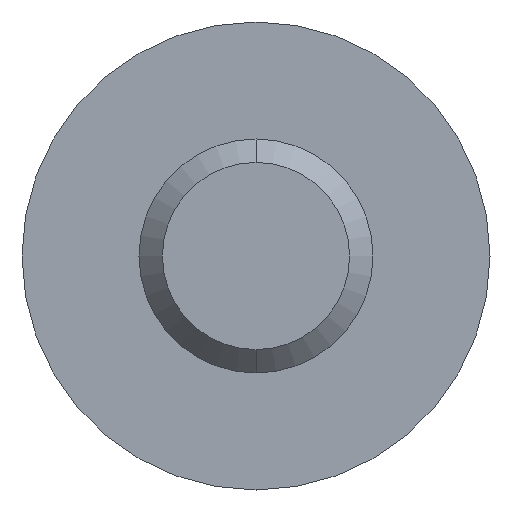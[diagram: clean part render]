
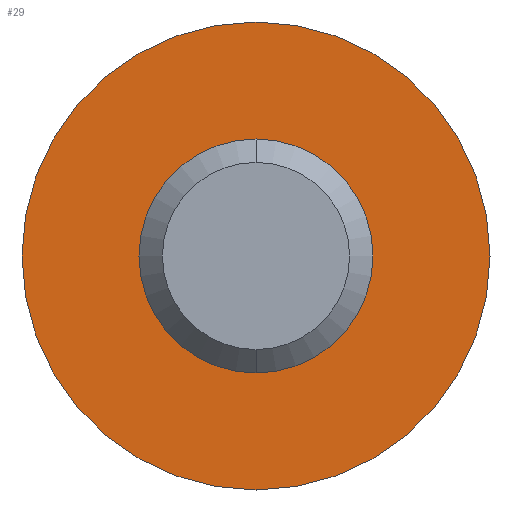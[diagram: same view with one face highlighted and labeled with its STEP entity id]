
A CAD part, front view. The second image highlights one B-rep face of the part: STEP entity #29.
In plain terms, the highlighted planar face has unit normal (0, -1, 0).
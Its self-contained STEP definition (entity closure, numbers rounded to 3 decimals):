
#25 = CARTESIAN_POINT ( 'NONE',  ( 0., 0., 0. ) ) ;
#29 = ADVANCED_FACE ( 'NONE', ( #675, #405 ), #530, .F. ) ;
#36 = AXIS2_PLACEMENT_3D ( 'NONE', #39, #770, #46 ) ;
#39 = CARTESIAN_POINT ( 'NONE',  ( 0., 0., 0. ) ) ;
#45 = VERTEX_POINT ( 'NONE', #540 ) ;
#46 = DIRECTION ( 'NONE',  ( 0., 0., 1. ) ) ;
#49 = EDGE_LOOP ( 'NONE', ( #178, #924 ) ) ;
#62 = EDGE_CURVE ( 'NONE', #809, #313, #270, .T. ) ;
#71 = DIRECTION ( 'NONE',  ( 0., 1., 0. ) ) ;
#97 = DIRECTION ( 'NONE',  ( 0., 1., 0. ) ) ;
#98 = DIRECTION ( 'NONE',  ( 0., 0., 1. ) ) ;
#117 = AXIS2_PLACEMENT_3D ( 'NONE', #25, #97, #623 ) ;
#141 = ORIENTED_EDGE ( 'NONE', *, *, #684, .F. ) ;
#178 = ORIENTED_EDGE ( 'NONE', *, *, #243, .T. ) ;
#208 = AXIS2_PLACEMENT_3D ( 'NONE', #891, #71, #829 ) ;
#243 = EDGE_CURVE ( 'NONE', #45, #583, #293, .T. ) ;
#270 = CIRCLE ( 'NONE', #502, 3. ) ;
#280 = EDGE_CURVE ( 'NONE', #583, #45, #356, .T. ) ;
#293 = CIRCLE ( 'NONE', #764, 1.5 ) ;
#311 = CARTESIAN_POINT ( 'NONE',  ( 0., 0., 0. ) ) ;
#313 = VERTEX_POINT ( 'NONE', #930 ) ;
#356 = CIRCLE ( 'NONE', #36, 1.5 ) ;
#405 = FACE_BOUND ( 'NONE', #49, .T. ) ;
#445 = DIRECTION ( 'NONE',  ( 0., 0., 1. ) ) ;
#452 = DIRECTION ( 'NONE',  ( 0., 1., 0. ) ) ;
#488 = DIRECTION ( 'NONE',  ( 0., 1., 0. ) ) ;
#502 = AXIS2_PLACEMENT_3D ( 'NONE', #311, #452, #445 ) ;
#511 = ORIENTED_EDGE ( 'NONE', *, *, #62, .F. ) ;
#530 = PLANE ( 'NONE',  #208 ) ;
#540 = CARTESIAN_POINT ( 'NONE',  ( 0., 0., 1.5 ) ) ;
#570 = CARTESIAN_POINT ( 'NONE',  ( 0., 0., 3. ) ) ;
#583 = VERTEX_POINT ( 'NONE', #682 ) ;
#623 = DIRECTION ( 'NONE',  ( 0., 0., 1. ) ) ;
#675 = FACE_OUTER_BOUND ( 'NONE', #729, .T. ) ;
#676 = CIRCLE ( 'NONE', #117, 3. ) ;
#682 = CARTESIAN_POINT ( 'NONE',  ( 0., 0., -1.5 ) ) ;
#684 = EDGE_CURVE ( 'NONE', #313, #809, #676, .T. ) ;
#729 = EDGE_LOOP ( 'NONE', ( #511, #141 ) ) ;
#764 = AXIS2_PLACEMENT_3D ( 'NONE', #774, #488, #98 ) ;
#770 = DIRECTION ( 'NONE',  ( 0., 1., 0. ) ) ;
#774 = CARTESIAN_POINT ( 'NONE',  ( 0., 0., 0. ) ) ;
#809 = VERTEX_POINT ( 'NONE', #570 ) ;
#829 = DIRECTION ( 'NONE',  ( 0., 0., 1. ) ) ;
#891 = CARTESIAN_POINT ( 'NONE',  ( 3., 0., 0. ) ) ;
#924 = ORIENTED_EDGE ( 'NONE', *, *, #280, .T. ) ;
#930 = CARTESIAN_POINT ( 'NONE',  ( 0., 0., -3. ) ) ;
